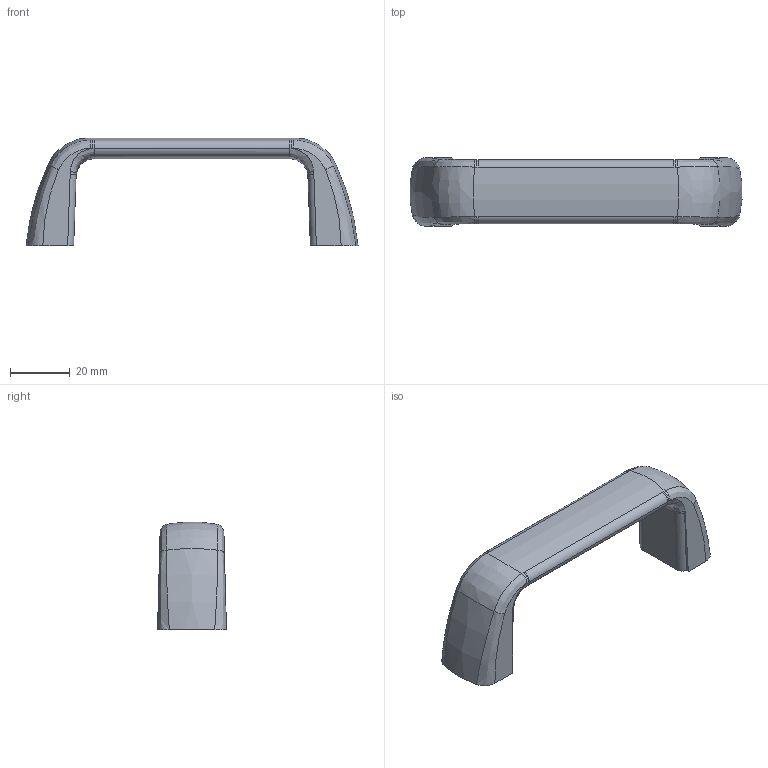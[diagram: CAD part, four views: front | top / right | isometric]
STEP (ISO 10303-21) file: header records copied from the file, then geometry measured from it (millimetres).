
FILE_DESCRIPTION(/* description */ ('AC2F'),/* implementation_level */ '2;1');
FILE_NAME(/* name */ '6333064',/* time_stamp */ '2019-02-05T11:03:28+01:00',/* author */ ('Zorzan Davide'),/* organization */ ('Gamm Srl.'),/* preprocessor_version */ 'ST-DEVELOPER v16.7',/* originating_system */ 'DEX',/* authorisation */ $);
FILE_SCHEMA (('CONFIG_CONTROL_DESIGN'));
Length unit declared in the file: millimetre
Products named in the file (1): 6333064
Bounding box: 110.81 x 23 x 35.92 mm (x, y, z)
Volume: 26776.7 mm3; surface area: 8982.7 mm2
Topology: 1 solids, 1 shells, 69 faces, 157 edges, 90 vertices
Faces by surface type: bspline 26, cylinder 25, plane 14, cone 4
Full cylindrical faces by diameter (mm): 4.917 x2
Entity records: 3549 total; most frequent: CARTESIAN_POINT 1725, ORIENTED_EDGE 298, DIRECTION 210, EDGE_CURVE 149, VERTEX_POINT 90, AXIS2_PLACEMENT_3D 78, FACE_BOUND 77, EDGE_LOOP 75
